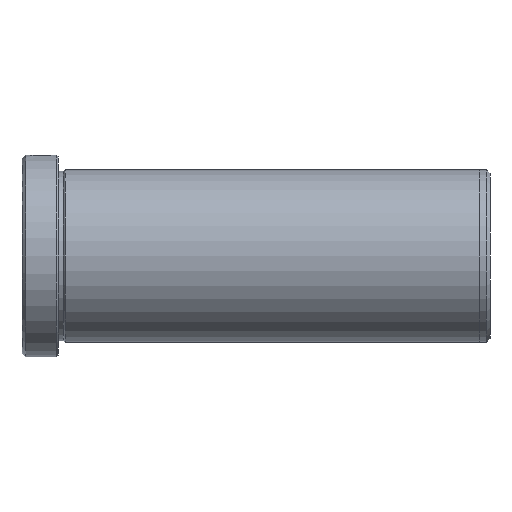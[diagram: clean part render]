
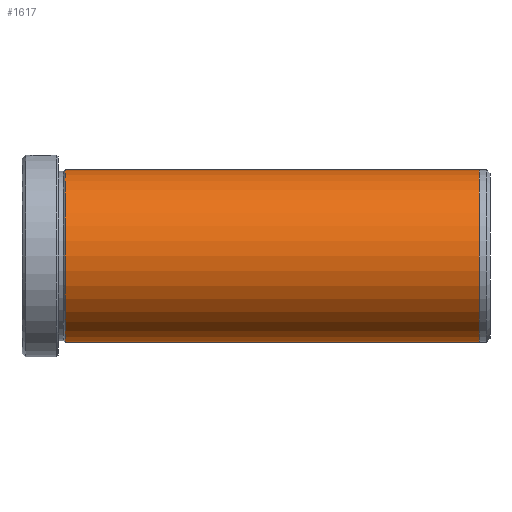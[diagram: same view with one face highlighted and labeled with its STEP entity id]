
A CAD part, left-side view. The second image highlights one B-rep face of the part: STEP entity #1617.
In plain terms, the highlighted cylindrical face has radius 24 mm (diameter 48 mm), a partial arc.
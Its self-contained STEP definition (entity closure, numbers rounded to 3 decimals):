
#126 = ORIENTED_EDGE ( 'NONE', *, *, #805, .F. ) ;
#162 = EDGE_CURVE ( 'NONE', #1685, #176, #892, .T. ) ;
#176 = VERTEX_POINT ( 'NONE', #295 ) ;
#240 = CARTESIAN_POINT ( 'NONE',  ( 0., -127., 24. ) ) ;
#295 = CARTESIAN_POINT ( 'NONE',  ( 0., -12., 24. ) ) ;
#304 = DIRECTION ( 'NONE',  ( 0., 1., 0. ) ) ;
#369 = CARTESIAN_POINT ( 'NONE',  ( 0., 0., -24. ) ) ;
#437 = ORIENTED_EDGE ( 'NONE', *, *, #162, .T. ) ;
#474 = CARTESIAN_POINT ( 'NONE',  ( 0., -12., 0. ) ) ;
#516 = VERTEX_POINT ( 'NONE', #1431 ) ;
#560 = CYLINDRICAL_SURFACE ( 'NONE', #1056, 24. ) ;
#614 = DIRECTION ( 'NONE',  ( 0., 0., 1. ) ) ;
#675 = DIRECTION ( 'NONE',  ( 0., -1., 0. ) ) ;
#679 = ORIENTED_EDGE ( 'NONE', *, *, #1439, .F. ) ;
#708 = CARTESIAN_POINT ( 'NONE',  ( 0., -12., -24. ) ) ;
#739 = EDGE_LOOP ( 'NONE', ( #679, #126, #437, #1266 ) ) ;
#805 = EDGE_CURVE ( 'NONE', #1685, #516, #1407, .T. ) ;
#892 = LINE ( 'NONE', #1171, #1233 ) ;
#939 = CARTESIAN_POINT ( 'NONE',  ( 0., 0., 0. ) ) ;
#943 = VERTEX_POINT ( 'NONE', #708 ) ;
#1056 = AXIS2_PLACEMENT_3D ( 'NONE', #939, #1371, #1225 ) ;
#1168 = VECTOR ( 'NONE', #1778, 1000. ) ;
#1171 = CARTESIAN_POINT ( 'NONE',  ( 0., 0., 24. ) ) ;
#1220 = LINE ( 'NONE', #369, #1168 ) ;
#1225 = DIRECTION ( 'NONE',  ( 0., 0., 1. ) ) ;
#1233 = VECTOR ( 'NONE', #304, 1000. ) ;
#1266 = ORIENTED_EDGE ( 'NONE', *, *, #1450, .F. ) ;
#1371 = DIRECTION ( 'NONE',  ( 0., 1., 0. ) ) ;
#1407 = CIRCLE ( 'NONE', #1517, 24. ) ;
#1431 = CARTESIAN_POINT ( 'NONE',  ( 0., -127., -24. ) ) ;
#1439 = EDGE_CURVE ( 'NONE', #516, #943, #1220, .T. ) ;
#1450 = EDGE_CURVE ( 'NONE', #943, #176, #1546, .T. ) ;
#1466 = DIRECTION ( 'NONE',  ( 0., 1., 0. ) ) ;
#1517 = AXIS2_PLACEMENT_3D ( 'NONE', #1525, #675, #1670 ) ;
#1525 = CARTESIAN_POINT ( 'NONE',  ( 0., -127., 0. ) ) ;
#1546 = CIRCLE ( 'NONE', #1742, 24. ) ;
#1617 = ADVANCED_FACE ( 'NONE', ( #1738 ), #560, .T. ) ;
#1670 = DIRECTION ( 'NONE',  ( 0., 0., -1. ) ) ;
#1685 = VERTEX_POINT ( 'NONE', #240 ) ;
#1738 = FACE_OUTER_BOUND ( 'NONE', #739, .T. ) ;
#1742 = AXIS2_PLACEMENT_3D ( 'NONE', #474, #1466, #614 ) ;
#1778 = DIRECTION ( 'NONE',  ( 0., 1., 0. ) ) ;
